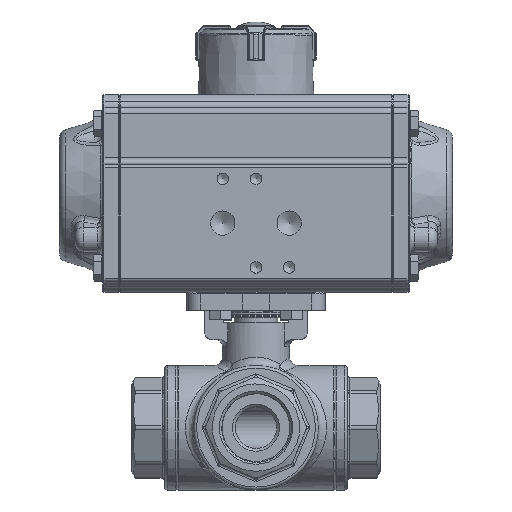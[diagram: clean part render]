
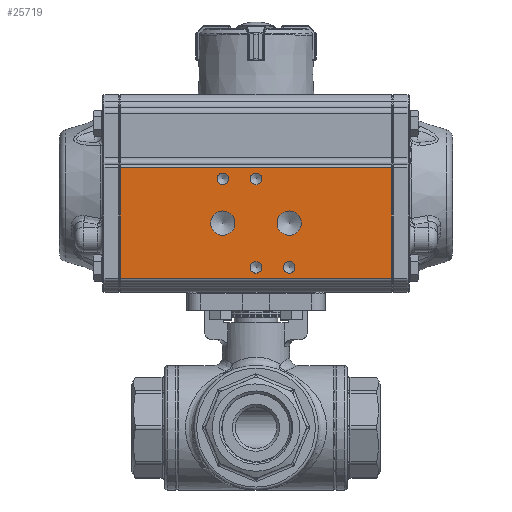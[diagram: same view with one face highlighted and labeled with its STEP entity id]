
A CAD part, top view. The second image highlights one B-rep face of the part: STEP entity #25719.
In plain terms, the highlighted face is planar.
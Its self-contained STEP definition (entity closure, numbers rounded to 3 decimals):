
#700=PLANE('',#27634);
#2575=CIRCLE('',#27384,4.4);
#2577=CIRCLE('',#27388,4.4);
#2579=CIRCLE('',#27392,2.1);
#2581=CIRCLE('',#27396,2.1);
#2583=CIRCLE('',#27400,2.1);
#2585=CIRCLE('',#27404,2.1);
#7750=ORIENTED_EDGE('',*,*,#13197,.F.);
#7751=ORIENTED_EDGE('',*,*,#13199,.T.);
#7752=ORIENTED_EDGE('',*,*,#13200,.T.);
#7753=ORIENTED_EDGE('',*,*,#13201,.T.);
#7754=ORIENTED_EDGE('',*,*,#12905,.F.);
#7755=ORIENTED_EDGE('',*,*,#12903,.F.);
#7756=ORIENTED_EDGE('',*,*,#12901,.F.);
#7757=ORIENTED_EDGE('',*,*,#12899,.F.);
#7758=ORIENTED_EDGE('',*,*,#12897,.F.);
#7759=ORIENTED_EDGE('',*,*,#12895,.F.);
#12895=EDGE_CURVE('',#16041,#16041,#2575,.T.);
#12897=EDGE_CURVE('',#16044,#16044,#2577,.T.);
#12899=EDGE_CURVE('',#16047,#16047,#2579,.T.);
#12901=EDGE_CURVE('',#16050,#16050,#2581,.T.);
#12903=EDGE_CURVE('',#16053,#16053,#2583,.T.);
#12905=EDGE_CURVE('',#16056,#16056,#2585,.T.);
#13197=EDGE_CURVE('',#16294,#16295,#18326,.T.);
#13199=EDGE_CURVE('',#16294,#16296,#18327,.T.);
#13200=EDGE_CURVE('',#16296,#16297,#18328,.T.);
#13201=EDGE_CURVE('',#16297,#16295,#18329,.T.);
#16041=VERTEX_POINT('',#71573);
#16044=VERTEX_POINT('',#71580);
#16047=VERTEX_POINT('',#71587);
#16050=VERTEX_POINT('',#71594);
#16053=VERTEX_POINT('',#71601);
#16056=VERTEX_POINT('',#71608);
#16294=VERTEX_POINT('',#72663);
#16295=VERTEX_POINT('',#72665);
#16296=VERTEX_POINT('',#72669);
#16297=VERTEX_POINT('',#72671);
#18326=LINE('',#72664,#20179);
#18327=LINE('',#72668,#20180);
#18328=LINE('',#72670,#20181);
#18329=LINE('',#72672,#20182);
#20179=VECTOR('',#32093,1000.);
#20180=VECTOR('',#32098,1000.);
#20181=VECTOR('',#32099,1000.);
#20182=VECTOR('',#32100,1000.);
#21859=EDGE_LOOP('',(#7750,#7751,#7752,#7753));
#21860=EDGE_LOOP('',(#7754));
#21861=EDGE_LOOP('',(#7755));
#21862=EDGE_LOOP('',(#7756));
#21863=EDGE_LOOP('',(#7757));
#21864=EDGE_LOOP('',(#7758));
#21865=EDGE_LOOP('',(#7759));
#23691=FACE_BOUND('',#21859,.T.);
#23692=FACE_BOUND('',#21860,.T.);
#23693=FACE_BOUND('',#21861,.T.);
#23694=FACE_BOUND('',#21862,.T.);
#23695=FACE_BOUND('',#21863,.T.);
#23696=FACE_BOUND('',#21864,.T.);
#23697=FACE_BOUND('',#21865,.T.);
#25719=ADVANCED_FACE('',(#23691,#23692,#23693,#23694,#23695,#23696,#23697),
#700,.F.);
#27384=AXIS2_PLACEMENT_3D('',#71572,#31496,#31497);
#27388=AXIS2_PLACEMENT_3D('',#71579,#31504,#31505);
#27392=AXIS2_PLACEMENT_3D('',#71586,#31512,#31513);
#27396=AXIS2_PLACEMENT_3D('',#71593,#31520,#31521);
#27400=AXIS2_PLACEMENT_3D('',#71600,#31528,#31529);
#27404=AXIS2_PLACEMENT_3D('',#71607,#31536,#31537);
#27634=AXIS2_PLACEMENT_3D('',#72667,#32096,#32097);
#31496=DIRECTION('',(-1.,0.,0.));
#31497=DIRECTION('',(0.,0.,1.));
#31504=DIRECTION('',(-1.,0.,0.));
#31505=DIRECTION('',(0.,0.,1.));
#31512=DIRECTION('',(-1.,0.,0.));
#31513=DIRECTION('',(0.,0.,1.));
#31520=DIRECTION('',(-1.,0.,0.));
#31521=DIRECTION('',(0.,0.,1.));
#31528=DIRECTION('',(-1.,0.,0.));
#31529=DIRECTION('',(0.,0.,1.));
#31536=DIRECTION('',(-1.,0.,0.));
#31537=DIRECTION('',(0.,0.,1.));
#32093=DIRECTION('',(0.,0.,-1.));
#32096=DIRECTION('',(1.,0.,0.));
#32097=DIRECTION('',(0.,1.,0.));
#32098=DIRECTION('',(0.,1.,0.));
#32099=DIRECTION('',(0.,0.,-1.));
#32100=DIRECTION('',(0.,-1.,0.));
#71572=CARTESIAN_POINT('',(-42.,-10.,12.));
#71573=CARTESIAN_POINT('',(-42.,-10.,16.4));
#71579=CARTESIAN_POINT('',(-42.,-10.,-12.));
#71580=CARTESIAN_POINT('',(-42.,-10.,-7.6));
#71586=CARTESIAN_POINT('',(-42.,6.,0.));
#71587=CARTESIAN_POINT('',(-42.,6.,2.1));
#71593=CARTESIAN_POINT('',(-42.,-26.,0.));
#71594=CARTESIAN_POINT('',(-42.,-26.,2.1));
#71600=CARTESIAN_POINT('',(-42.,6.,-12.));
#71601=CARTESIAN_POINT('',(-42.,6.,-9.9));
#71607=CARTESIAN_POINT('',(-42.,-26.,12.));
#71608=CARTESIAN_POINT('',(-42.,-26.,14.1));
#72663=CARTESIAN_POINT('',(-42.,-30.05,49.2));
#72664=CARTESIAN_POINT('',(-42.,-30.05,49.5));
#72665=CARTESIAN_POINT('',(-42.,-30.05,-49.2));
#72667=CARTESIAN_POINT('',(-42.,10.062,49.5));
#72668=CARTESIAN_POINT('',(-42.,10.062,49.2));
#72669=CARTESIAN_POINT('',(-42.,10.062,49.2));
#72670=CARTESIAN_POINT('',(-42.,10.062,49.5));
#72671=CARTESIAN_POINT('',(-42.,10.062,-49.2));
#72672=CARTESIAN_POINT('',(-42.,10.062,-49.2));
